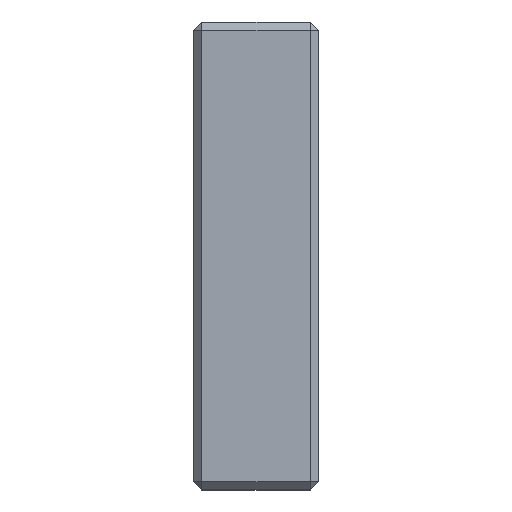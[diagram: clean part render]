
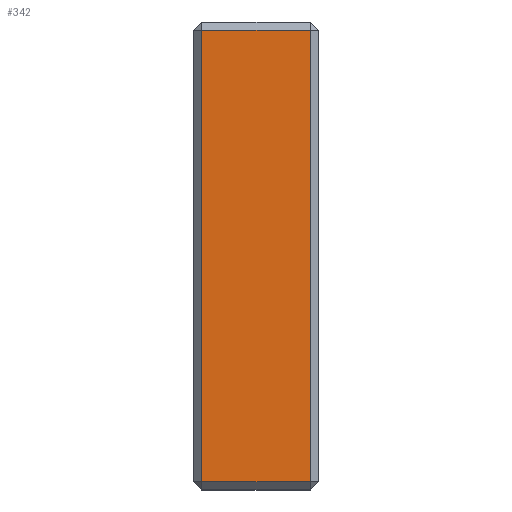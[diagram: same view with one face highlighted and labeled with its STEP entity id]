
A CAD part, left-side view. The second image highlights one B-rep face of the part: STEP entity #342.
In plain terms, the highlighted planar face has unit normal (-1, 0, 0).
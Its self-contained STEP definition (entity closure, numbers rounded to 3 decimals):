
#1 = VECTOR ( 'NONE', #267, 1000. ) ;
#48 = LINE ( 'NONE', #1548, #1 ) ;
#62 = CARTESIAN_POINT ( 'NONE',  ( -235., 15., 54. ) ) ;
#101 = VERTEX_POINT ( 'NONE', #345 ) ;
#156 = CARTESIAN_POINT ( 'NONE',  ( -235., 13., -54. ) ) ;
#230 = ORIENTED_EDGE ( 'NONE', *, *, #2111, .T. ) ;
#236 = VERTEX_POINT ( 'NONE', #2324 ) ;
#240 = AXIS2_PLACEMENT_3D ( 'NONE', #804, #2695, #2519 ) ;
#256 = CARTESIAN_POINT ( 'NONE',  ( -235., 15., -54. ) ) ;
#267 = DIRECTION ( 'NONE',  ( 0., 0., -1. ) ) ;
#279 = ORIENTED_EDGE ( 'NONE', *, *, #632, .T. ) ;
#342 = ADVANCED_FACE ( 'NONE', ( #976 ), #1582, .F. ) ;
#345 = CARTESIAN_POINT ( 'NONE',  ( -235., -13., 54. ) ) ;
#418 = ORIENTED_EDGE ( 'NONE', *, *, #1295, .T. ) ;
#436 = VECTOR ( 'NONE', #1373, 1000. ) ;
#632 = EDGE_CURVE ( 'NONE', #2174, #236, #2075, .T. ) ;
#736 = ORIENTED_EDGE ( 'NONE', *, *, #1780, .T. ) ;
#804 = CARTESIAN_POINT ( 'NONE',  ( -235., 15., 56. ) ) ;
#942 = VECTOR ( 'NONE', #965, 1000. ) ;
#965 = DIRECTION ( 'NONE',  ( 0., 0., 1. ) ) ;
#976 = FACE_OUTER_BOUND ( 'NONE', #989, .T. ) ;
#989 = EDGE_LOOP ( 'NONE', ( #418, #279, #230, #736 ) ) ;
#1247 = VECTOR ( 'NONE', #1354, 1000. ) ;
#1295 = EDGE_CURVE ( 'NONE', #1503, #2174, #48, .T. ) ;
#1354 = DIRECTION ( 'NONE',  ( 0., -1., 0. ) ) ;
#1373 = DIRECTION ( 'NONE',  ( 0., 1., 0. ) ) ;
#1503 = VERTEX_POINT ( 'NONE', #1930 ) ;
#1548 = CARTESIAN_POINT ( 'NONE',  ( -235., 13., -56. ) ) ;
#1582 = PLANE ( 'NONE',  #240 ) ;
#1653 = LINE ( 'NONE', #62, #436 ) ;
#1780 = EDGE_CURVE ( 'NONE', #101, #1503, #1653, .T. ) ;
#1930 = CARTESIAN_POINT ( 'NONE',  ( -235., 13., 54. ) ) ;
#2075 = LINE ( 'NONE', #256, #1247 ) ;
#2111 = EDGE_CURVE ( 'NONE', #236, #101, #2464, .T. ) ;
#2174 = VERTEX_POINT ( 'NONE', #156 ) ;
#2324 = CARTESIAN_POINT ( 'NONE',  ( -235., -13., -54. ) ) ;
#2464 = LINE ( 'NONE', #2682, #942 ) ;
#2519 = DIRECTION ( 'NONE',  ( 0., 0., -1. ) ) ;
#2682 = CARTESIAN_POINT ( 'NONE',  ( -235., -13., 56. ) ) ;
#2695 = DIRECTION ( 'NONE',  ( 1., 0., 0. ) ) ;
